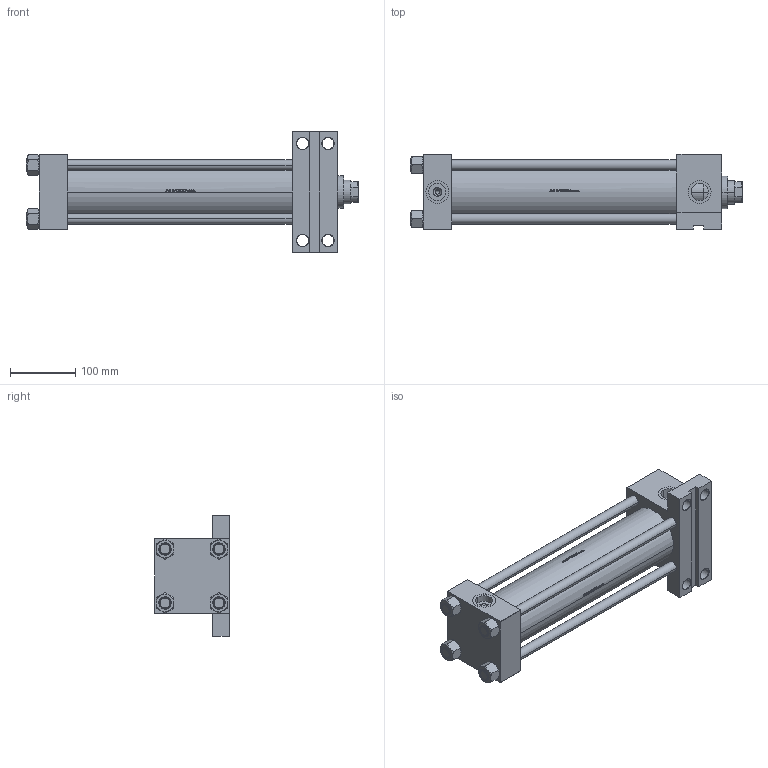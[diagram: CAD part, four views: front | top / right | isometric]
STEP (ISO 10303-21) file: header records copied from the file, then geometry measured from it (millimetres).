
FILE_DESCRIPTION (( 'STEP AP203' ), '1' );
FILE_NAME ('e92b.STEP', '2023-08-25T08:16:56', ( '' ), ( '' ), 'SwSTEP 2.0', 'SolidWorks 2019', '' );
FILE_SCHEMA (( 'CONFIG_CONTROL_DESIGN' ));
Length unit declared in the file: millimetre
Products named in the file (6): V215_VC_A 746d8961ca89911b27564d7901a670b8; e92b; V215CR_F_TYCINKA 746d8961ca89911b27564d7901a670b8; V215CR_F_Body 746d8961ca89911b27564d7901a670b8; NUT_M5_F 746d8961ca89911b27564d7901a670b8; V215CR_VCP_F 746d8961ca89911b27564d7901a670b8
Assembly tree (11 placements, depth 2):
  e92b
    V215CR_F_Body 746d8961ca89911b27564d7901a670b8
    V215CR_VCP_F 746d8961ca89911b27564d7901a670b8
    V215CR_F_TYCINKA 746d8961ca89911b27564d7901a670b8  x4
    NUT_M5_F 746d8961ca89911b27564d7901a670b8  x4
    V215_VC_A 746d8961ca89911b27564d7901a670b8
Bounding box: 510 x 115 x 185 mm (x, y, z)
Volume: 2612147 mm3; surface area: 517563 mm2
Topology: 11 solids, 11 shells, 1151 faces, 2878 edges, 1865 vertices
Faces by surface type: plane 485, bspline 380, cone 152, cylinder 126, torus 8
Entity records: 48040 total; most frequent: CARTESIAN_POINT 25991, ORIENTED_EDGE 5020, DIRECTION 3182, EDGE_CURVE 2510, VERTEX_POINT 1643, VECTOR 1302, LINE 1302, EDGE_LOOP 1131
